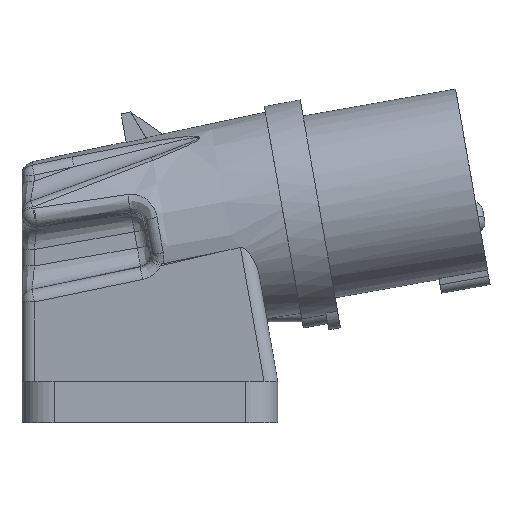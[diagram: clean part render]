
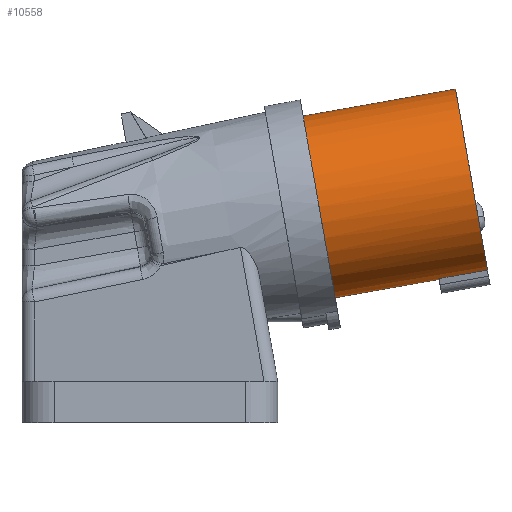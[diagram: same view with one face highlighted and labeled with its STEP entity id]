
A CAD part, front view. The second image highlights one B-rep face of the part: STEP entity #10558.
In plain terms, the highlighted cylindrical face has radius 21.551 mm (diameter 43.102 mm), a partial arc.
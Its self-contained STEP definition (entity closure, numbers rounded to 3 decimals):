
#8692=DIRECTION('',(-0.977,-0.033,-0.209));
#8693=VECTOR('',#8692,36.151);
#8694=CARTESIAN_POINT('',(55.868,32.912,37.57));
#8695=LINE('',#8694,#8693);
#8696=DIRECTION('',(-0.977,-0.033,-0.209));
#8697=VECTOR('',#8696,24.651);
#8698=CARTESIAN_POINT('',(35.649,31.717,77.317));
#8699=LINE('',#8698,#8697);
#8713=CARTESIAN_POINT('',(40.138,32.124,56.243));
#8714=DIRECTION('',(0.977,0.033,0.209));
#8715=DIRECTION('',(-0.211,0.12,0.97));
#8716=AXIS2_PLACEMENT_3D('',#8713,#8714,#8715);
#8718=CARTESIAN_POINT('',(51.378,32.505,58.645));
#8719=DIRECTION('',(0.977,0.033,0.209));
#8720=DIRECTION('',(0.208,0.019,-0.978));
#8721=AXIS2_PLACEMENT_3D('',#8718,#8719,#8720);
#8723=DIRECTION('',(0.977,0.033,0.209));
#8724=VECTOR('',#8723,11.5);
#8725=CARTESIAN_POINT('',(35.583,34.719,77.146));
#8726=LINE('',#8725,#8724);
#8732=CARTESIAN_POINT('',(16.045,31.308,51.094));
#8733=DIRECTION('',(0.977,0.033,0.209));
#8734=DIRECTION('',(0.208,0.019,-0.978));
#8735=AXIS2_PLACEMENT_3D('',#8732,#8733,#8734);
#9657=CARTESIAN_POINT('',(55.868,32.912,37.57));
#9658=CARTESIAN_POINT('',(20.535,31.715,30.02));
#9659=VERTEX_POINT('',#9657);
#9660=VERTEX_POINT('',#9658);
#9677=CARTESIAN_POINT('',(11.555,30.901,72.168));
#9678=VERTEX_POINT('',#9677);
#9931=CARTESIAN_POINT('',(35.583,34.719,77.146));
#9932=CARTESIAN_POINT('',(35.649,31.717,77.317));
#9933=VERTEX_POINT('',#9931);
#9934=VERTEX_POINT('',#9932);
#9935=CARTESIAN_POINT('',(46.823,35.099,79.548));
#9936=VERTEX_POINT('',#9935);
#10543=CARTESIAN_POINT('',(-10.726,30.401,
45.373));
#10544=DIRECTION('',(0.977,0.033,0.209));
#10545=DIRECTION('',(-0.208,-0.019,0.978));
#10546=AXIS2_PLACEMENT_3D('',#10543,#10544,#10545);
#10547=CYLINDRICAL_SURFACE('',#10546,21.551);
#10548=ORIENTED_EDGE('',*,*,#10531,.T.);
#10549=ORIENTED_EDGE('',*,*,#10521,.T.);
#10551=ORIENTED_EDGE('',*,*,#10550,.F.);
#10552=ORIENTED_EDGE('',*,*,#10517,.F.);
#10553=ORIENTED_EDGE('',*,*,#10010,.T.);
#10555=ORIENTED_EDGE('',*,*,#10554,.F.);
#10556=EDGE_LOOP('',(#10548,#10549,#10551,#10552,#10553,#10555));
#10557=FACE_OUTER_BOUND('',#10556,.F.);
#10558=ADVANCED_FACE('',(#10557),#10547,.T.);
#8717=CIRCLE('',#8716,21.551);
#8722=CIRCLE('',#8721,21.551);
#8736=CIRCLE('',#8735,21.551);
#10010=EDGE_CURVE('',#9659,#9936,#8722,.T.);
#10517=EDGE_CURVE('',#9659,#9660,#8695,.T.);
#10521=EDGE_CURVE('',#9934,#9678,#8699,.T.);
#10531=EDGE_CURVE('',#9933,#9934,#8717,.T.);
#10550=EDGE_CURVE('',#9660,#9678,#8736,.T.);
#10554=EDGE_CURVE('',#9933,#9936,#8726,.T.);
